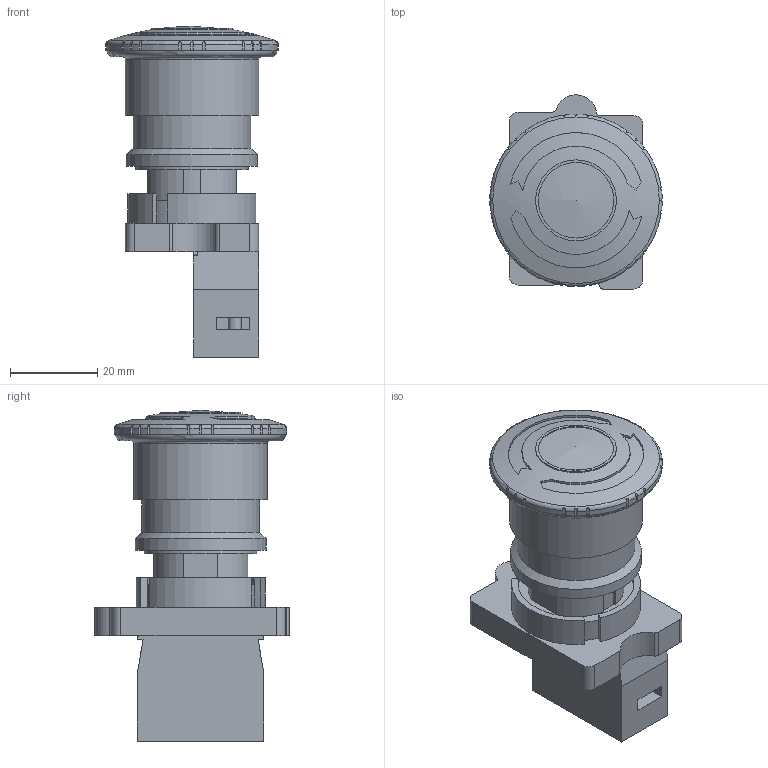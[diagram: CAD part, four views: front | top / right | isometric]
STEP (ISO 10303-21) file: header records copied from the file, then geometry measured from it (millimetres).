
FILE_DESCRIPTION(/* description */ (''),/* implementation_level */ '2;1');
FILE_NAME(/* name */ 'P20BKR1 v2.step',/* time_stamp */ '2024-05-28T16:37:08+02:00',/* author */ (''),/* organization */ (''),/* preprocessor_version */ 'ST-DEVELOPER v20',/* originating_system */ 'Autodesk Translation Framework v13.14.0.145',/* authorisation */ '');
FILE_SCHEMA (('AUTOMOTIVE_DESIGN { 1 0 10303 214 3 1 1 }'));
Length unit declared in the file: millimetre
Products named in the file (1): P20BKR1
Bounding box: 39.5 x 44.44 x 75.85 mm (x, y, z)
Volume: 47135 mm3; surface area: 13602.2 mm2
Topology: 2 solids, 2 shells, 319 faces, 830 edges, 541 vertices
Faces by surface type: plane 188, cylinder 104, bspline 15, torus 7, sphere 4, cone 1
Full cylindrical faces by diameter (mm): 1.63 x2, 2 x4, 2.5 x3, 3 x3, 4.95 x1, 5.4 x2, 17.3 x1, 18.5 x1, 25.8 x1, 27 x1, 30 x1, 30.5 x1
Entity records: 11620 total; most frequent: CARTESIAN_POINT 3596, DIRECTION 1684, ORIENTED_EDGE 1658, EDGE_CURVE 829, AXIS2_PLACEMENT_3D 605, VERTEX_POINT 541, LINE 474, VECTOR 474
